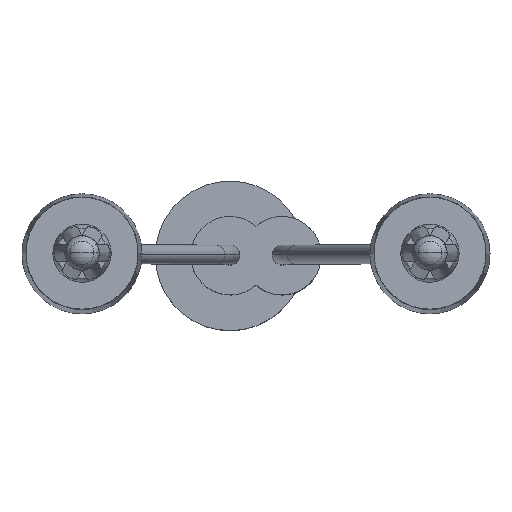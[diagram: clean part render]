
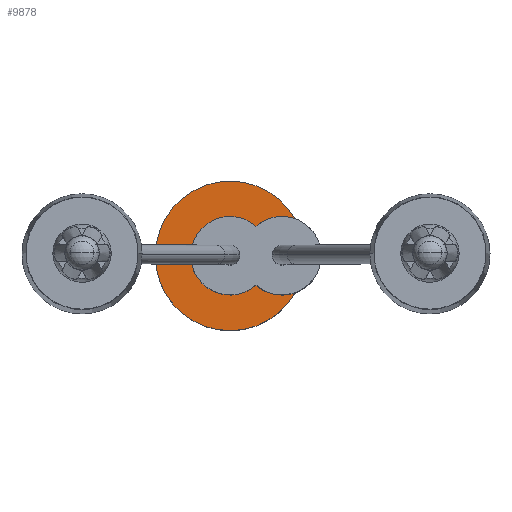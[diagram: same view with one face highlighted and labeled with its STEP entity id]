
A CAD part, top view. The second image highlights one B-rep face of the part: STEP entity #9878.
In plain terms, the highlighted face is planar.
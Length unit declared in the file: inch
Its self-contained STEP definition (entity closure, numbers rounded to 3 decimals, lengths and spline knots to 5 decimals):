
#346 = CIRCLE ( 'NONE', #9967, 0.1325 ) ;
#385 = DIRECTION ( 'NONE',  ( 0., 0., 1. ) ) ;
#410 = CARTESIAN_POINT ( 'NONE',  ( 0.1248, 0., 0.2195 ) ) ;
#566 = DIRECTION ( 'NONE',  ( 0., 0., 1. ) ) ;
#735 = EDGE_CURVE ( 'NONE', #10998, #15914, #1862, .T. ) ;
#777 = ORIENTED_EDGE ( 'NONE', *, *, #7671, .F. ) ;
#1436 = EDGE_CURVE ( 'NONE', #14106, #16005, #10579, .T. ) ;
#1544 = CARTESIAN_POINT ( 'NONE',  ( 0., 0., 0. ) ) ;
#1636 = AXIS2_PLACEMENT_3D ( 'NONE', #3211, #13166, #4520 ) ;
#1726 = DIRECTION ( 'NONE',  ( 0., 0., 1. ) ) ;
#1862 = CIRCLE ( 'NONE', #10974, 0.1325 ) ;
#1940 = CARTESIAN_POINT ( 'NONE',  ( -0.1248, 0., 0.2195 ) ) ;
#2709 = ORIENTED_EDGE ( 'NONE', *, *, #1436, .T. ) ;
#2963 = CARTESIAN_POINT ( 'NONE',  ( -0.0995, 0., 0.0875 ) ) ;
#3211 = CARTESIAN_POINT ( 'NONE',  ( 0., 0., 0. ) ) ;
#3953 = CIRCLE ( 'NONE', #13337, 0.2525 ) ;
#4520 = DIRECTION ( 'NONE',  ( 0., 0., 1. ) ) ;
#5371 = CARTESIAN_POINT ( 'NONE',  ( 0.0995, 0., 0.0875 ) ) ;
#5504 = DIRECTION ( 'NONE',  ( 0., 1., 0. ) ) ;
#6120 = DIRECTION ( 'NONE',  ( 0., 0., 1. ) ) ;
#7671 = EDGE_CURVE ( 'NONE', #10998, #8742, #10979, .T. ) ;
#7741 = DIRECTION ( 'NONE',  ( 0., 1., 0. ) ) ;
#7750 = CARTESIAN_POINT ( 'NONE',  ( 0., 0., 0. ) ) ;
#8038 = ORIENTED_EDGE ( 'NONE', *, *, #11066, .F. ) ;
#8343 = ORIENTED_EDGE ( 'NONE', *, *, #735, .T. ) ;
#8400 = EDGE_CURVE ( 'NONE', #8742, #16005, #3953, .T. ) ;
#8742 = VERTEX_POINT ( 'NONE', #12313 ) ;
#9407 = PLANE ( 'NONE',  #1636 ) ;
#9878 = ADVANCED_FACE ( 'NONE', ( #13082 ), #9407, .F. ) ;
#9967 = AXIS2_PLACEMENT_3D ( 'NONE', #1544, #15484, #566 ) ;
#10328 = AXIS2_PLACEMENT_3D ( 'NONE', #11776, #5504, #385 ) ;
#10579 = CIRCLE ( 'NONE', #10328, 0.1325 ) ;
#10974 = AXIS2_PLACEMENT_3D ( 'NONE', #13963, #7741, #12736 ) ;
#10979 = CIRCLE ( 'NONE', #14921, 0.2525 ) ;
#10998 = VERTEX_POINT ( 'NONE', #410 ) ;
#11066 = EDGE_CURVE ( 'NONE', #14106, #15914, #346, .T. ) ;
#11724 = ORIENTED_EDGE ( 'NONE', *, *, #8400, .F. ) ;
#11742 = DIRECTION ( 'NONE',  ( 0., 1., 0. ) ) ;
#11776 = CARTESIAN_POINT ( 'NONE',  ( 0., 0., 0.175 ) ) ;
#12161 = CARTESIAN_POINT ( 'NONE',  ( 0., 0., 0. ) ) ;
#12313 = CARTESIAN_POINT ( 'NONE',  ( 0., 0., -0.2525 ) ) ;
#12736 = DIRECTION ( 'NONE',  ( 0., 0., 1. ) ) ;
#13082 = FACE_OUTER_BOUND ( 'NONE', #15410, .T. ) ;
#13166 = DIRECTION ( 'NONE',  ( 0., 1., 0. ) ) ;
#13337 = AXIS2_PLACEMENT_3D ( 'NONE', #7750, #11742, #1726 ) ;
#13963 = CARTESIAN_POINT ( 'NONE',  ( 0., 0., 0.175 ) ) ;
#14106 = VERTEX_POINT ( 'NONE', #2963 ) ;
#14693 = DIRECTION ( 'NONE',  ( 0., 1., 0. ) ) ;
#14921 = AXIS2_PLACEMENT_3D ( 'NONE', #12161, #14693, #6120 ) ;
#15410 = EDGE_LOOP ( 'NONE', ( #777, #8343, #8038, #2709, #11724 ) ) ;
#15484 = DIRECTION ( 'NONE',  ( 0., -1., 0. ) ) ;
#15914 = VERTEX_POINT ( 'NONE', #5371 ) ;
#16005 = VERTEX_POINT ( 'NONE', #1940 ) ;
